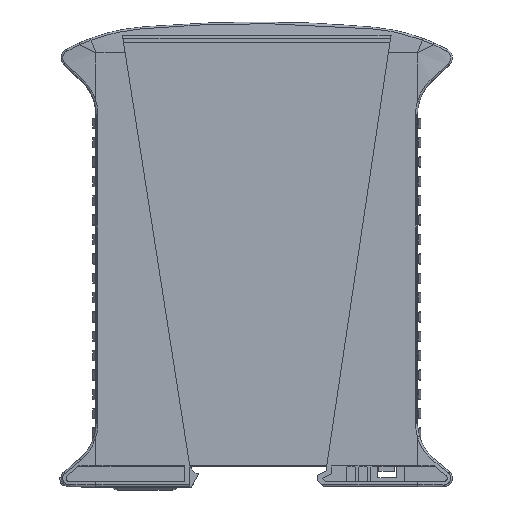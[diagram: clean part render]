
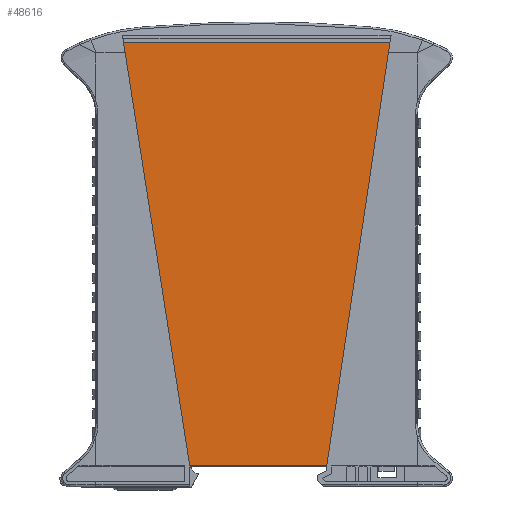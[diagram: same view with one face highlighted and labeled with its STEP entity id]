
A CAD part, top view. The second image highlights one B-rep face of the part: STEP entity #48616.
In plain terms, the highlighted planar face has unit normal (0, 0, 1).
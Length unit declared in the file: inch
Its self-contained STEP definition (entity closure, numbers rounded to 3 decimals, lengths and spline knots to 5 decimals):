
#1104 = DIRECTION ( 'NONE',  ( -0.148, -0.989, 0. ) ) ;
#2021 = CARTESIAN_POINT ( 'NONE',  ( 0.7126, 0.21063, 0.90157 ) ) ;
#6565 = DIRECTION ( 'NONE',  ( 1., 0., 0. ) ) ;
#6925 = ORIENTED_EDGE ( 'NONE', *, *, #28781, .T. ) ;
#6954 = VERTEX_POINT ( 'NONE', #2021 ) ;
#7620 = LINE ( 'NONE', #55074, #38430 ) ;
#8321 = CARTESIAN_POINT ( 'NONE',  ( 0., 4.51618, 0.90157 ) ) ;
#12409 = CARTESIAN_POINT ( 'NONE',  ( 1.3741, 4.64459, 0.90157 ) ) ;
#13098 = ORIENTED_EDGE ( 'NONE', *, *, #48277, .T. ) ;
#18242 = DIRECTION ( 'NONE',  ( -1., 0., 0. ) ) ;
#18537 = CARTESIAN_POINT ( 'NONE',  ( 1.35494, 4.51618, 0.90157 ) ) ;
#24643 = CARTESIAN_POINT ( 'NONE',  ( -0.6811, 0.21063, 0.90157 ) ) ;
#28781 = EDGE_CURVE ( 'NONE', #58362, #6954, #7620, .T. ) ;
#32267 = LINE ( 'NONE', #12409, #37660 ) ;
#35431 = CARTESIAN_POINT ( 'NONE',  ( -0.6811, 0.21063, 0.90157 ) ) ;
#37660 = VECTOR ( 'NONE', #1104, 39.37008 ) ;
#38166 = VECTOR ( 'NONE', #46244, 39.37008 ) ;
#38359 = CARTESIAN_POINT ( 'NONE',  ( -1.35403, 4.51618, 0.90157 ) ) ;
#38430 = VECTOR ( 'NONE', #6565, 39.37008 ) ;
#39394 = FACE_OUTER_BOUND ( 'NONE', #57629, .T. ) ;
#39526 = EDGE_CURVE ( 'NONE', #51779, #6954, #32267, .T. ) ;
#40429 = CARTESIAN_POINT ( 'NONE',  ( 0., 2.3622, 0.90157 ) ) ;
#45753 = PLANE ( 'NONE',  #48468 ) ;
#46244 = DIRECTION ( 'NONE',  ( -0.154, 0.988, 0. ) ) ;
#46753 = EDGE_CURVE ( 'NONE', #58362, #48539, #51595, .T. ) ;
#48277 = EDGE_CURVE ( 'NONE', #51779, #48539, #67055, .T. ) ;
#48468 = AXIS2_PLACEMENT_3D ( 'NONE', #40429, #60986, #56737 ) ;
#48539 = VERTEX_POINT ( 'NONE', #38359 ) ;
#48616 = ADVANCED_FACE ( 'NONE', ( #39394 ), #45753, .F. ) ;
#51595 = LINE ( 'NONE', #24643, #38166 ) ;
#51779 = VERTEX_POINT ( 'NONE', #18537 ) ;
#55067 = ORIENTED_EDGE ( 'NONE', *, *, #39526, .F. ) ;
#55074 = CARTESIAN_POINT ( 'NONE',  ( -0.34055, 0.21063, 0.90157 ) ) ;
#56737 = DIRECTION ( 'NONE',  ( 1., 0., 0. ) ) ;
#57629 = EDGE_LOOP ( 'NONE', ( #13098, #58358, #6925, #55067 ) ) ;
#58358 = ORIENTED_EDGE ( 'NONE', *, *, #46753, .F. ) ;
#58362 = VERTEX_POINT ( 'NONE', #35431 ) ;
#60986 = DIRECTION ( 'NONE',  ( 0., 0., -1. ) ) ;
#67055 = LINE ( 'NONE', #8321, #69858 ) ;
#69858 = VECTOR ( 'NONE', #18242, 39.37008 ) ;
